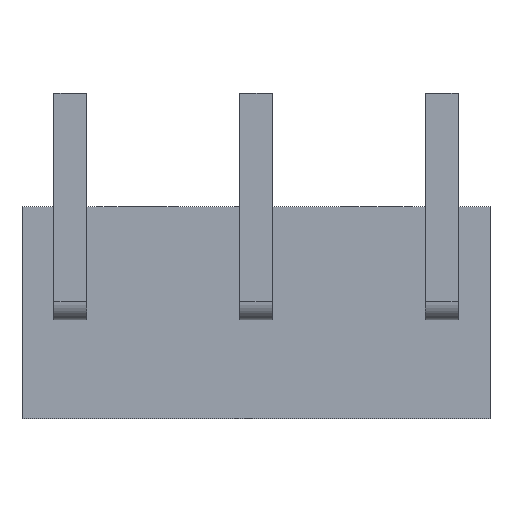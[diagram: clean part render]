
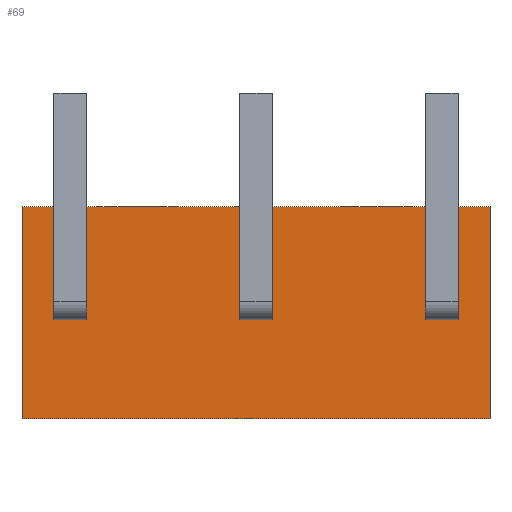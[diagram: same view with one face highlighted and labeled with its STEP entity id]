
A CAD part, front view. The second image highlights one B-rep face of the part: STEP entity #69.
In plain terms, the highlighted planar face has unit normal (0, -1, 0).
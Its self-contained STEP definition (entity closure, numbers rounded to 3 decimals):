
#5 = EDGE_LOOP ( 'NONE', ( #1929, #1831, #659, #6 ) ) ;
#6 = ORIENTED_EDGE ( 'NONE', *, *, #22, .F. ) ;
#9 = ORIENTED_EDGE ( 'NONE', *, *, #1846, .F. ) ;
#22 = EDGE_CURVE ( 'NONE', #1066, #351, #354, .T. ) ;
#40 = EDGE_CURVE ( 'NONE', #205, #370, #504, .T. ) ;
#65 = VERTEX_POINT ( 'NONE', #655 ) ;
#69 = ADVANCED_FACE ( 'NONE', ( #674, #675, #676, #677 ), #678, .F. ) ;
#70 = EDGE_CURVE ( 'NONE', #172, #351, #696, .T. ) ;
#72 = VERTEX_POINT ( 'NONE', #724 ) ;
#98 = ORIENTED_EDGE ( 'NONE', *, *, #587, .T. ) ;
#111 = EDGE_CURVE ( 'NONE', #1826, #172, #945, .T. ) ;
#155 = VERTEX_POINT ( 'NONE', #1242 ) ;
#159 = ORIENTED_EDGE ( 'NONE', *, *, #1947, .T. ) ;
#172 = VERTEX_POINT ( 'NONE', #1316 ) ;
#180 = VERTEX_POINT ( 'NONE', #1377 ) ;
#205 = VERTEX_POINT ( 'NONE', #299 ) ;
#211 = ORIENTED_EDGE ( 'NONE', *, *, #408, .F. ) ;
#219 = EDGE_CURVE ( 'NONE', #65, #1810, #373, .T. ) ;
#237 = EDGE_CURVE ( 'NONE', #552, #72, #383, .T. ) ;
#299 = CARTESIAN_POINT ( 'NONE',  ( -9.65, -1.5, -2.9 ) ) ;
#351 = VERTEX_POINT ( 'NONE', #437 ) ;
#354 = LINE ( 'NONE', #355, #356 ) ;
#355 = CARTESIAN_POINT ( 'NONE',  ( -3.7, -1.5, -0.2 ) ) ;
#356 = VECTOR ( 'NONE', #357, 1000. ) ;
#357 = DIRECTION ( 'NONE',  ( 0., 0., -1. ) ) ;
#370 = VERTEX_POINT ( 'NONE', #450 ) ;
#373 = LINE ( 'NONE', #374, #375 ) ;
#374 = CARTESIAN_POINT ( 'NONE',  ( 2.28, -1.5, -0.2 ) ) ;
#375 = VECTOR ( 'NONE', #376, 1000. ) ;
#376 = DIRECTION ( 'NONE',  ( -1., 0., 0. ) ) ;
#383 = LINE ( 'NONE', #384, #385 ) ;
#384 = CARTESIAN_POINT ( 'NONE',  ( -7.88, -1.5, -0.2 ) ) ;
#385 = VECTOR ( 'NONE', #386, 1000. ) ;
#386 = DIRECTION ( 'NONE',  ( -1., 0., 0. ) ) ;
#408 = EDGE_CURVE ( 'NONE', #515, #1810, #489, .T. ) ;
#411 = EDGE_CURVE ( 'NONE', #180, #155, #514, .T. ) ;
#412 = VERTEX_POINT ( 'NONE', #519 ) ;
#437 = CARTESIAN_POINT ( 'NONE',  ( -3.7, -1.5, -0.2 ) ) ;
#450 = CARTESIAN_POINT ( 'NONE',  ( 3.15, -1.5, -2.9 ) ) ;
#489 = LINE ( 'NONE', #490, #491 ) ;
#490 = CARTESIAN_POINT ( 'NONE',  ( 1.38, -1.5, -0.2 ) ) ;
#491 = VECTOR ( 'NONE', #492, 1000. ) ;
#492 = DIRECTION ( 'NONE',  ( 0., 0., -1. ) ) ;
#495 = EDGE_CURVE ( 'NONE', #606, #515, #562, .T. ) ;
#504 = LINE ( 'NONE', #505, #506 ) ;
#505 = CARTESIAN_POINT ( 'NONE',  ( -9.65, -1.5, -2.9 ) ) ;
#506 = VECTOR ( 'NONE', #507, 1000. ) ;
#507 = DIRECTION ( 'NONE',  ( 1., 0., 0. ) ) ;
#514 = LINE ( 'NONE', #516, #517 ) ;
#515 = VERTEX_POINT ( 'NONE', #578 ) ;
#516 = CARTESIAN_POINT ( 'NONE',  ( -7.88, -1.5, 0.2 ) ) ;
#517 = VECTOR ( 'NONE', #518, 1000. ) ;
#518 = DIRECTION ( 'NONE',  ( -1., 0., 0. ) ) ;
#519 = CARTESIAN_POINT ( 'NONE',  ( 3.15, -1.5, 2.9 ) ) ;
#533 = ORIENTED_EDGE ( 'NONE', *, *, #411, .F. ) ;
#552 = VERTEX_POINT ( 'NONE', #590 ) ;
#562 = LINE ( 'NONE', #563, #564 ) ;
#563 = CARTESIAN_POINT ( 'NONE',  ( 2.28, -1.5, 0.2 ) ) ;
#564 = VECTOR ( 'NONE', #565, 1000. ) ;
#565 = DIRECTION ( 'NONE',  ( -1., 0., 0. ) ) ;
#578 = CARTESIAN_POINT ( 'NONE',  ( 1.38, -1.5, 0.2 ) ) ;
#587 = EDGE_CURVE ( 'NONE', #1952, #205, #610, .T. ) ;
#590 = CARTESIAN_POINT ( 'NONE',  ( -7.88, -1.5, -0.2 ) ) ;
#606 = VERTEX_POINT ( 'NONE', #633 ) ;
#610 = LINE ( 'NONE', #611, #612 ) ;
#611 = CARTESIAN_POINT ( 'NONE',  ( -9.65, -1.5, 2.9 ) ) ;
#612 = VECTOR ( 'NONE', #613, 1000. ) ;
#613 = DIRECTION ( 'NONE',  ( 0., 0., -1. ) ) ;
#633 = CARTESIAN_POINT ( 'NONE',  ( 2.28, -1.5, 0.2 ) ) ;
#655 = CARTESIAN_POINT ( 'NONE',  ( 2.28, -1.5, -0.2 ) ) ;
#659 = ORIENTED_EDGE ( 'NONE', *, *, #70, .T. ) ;
#674 = FACE_BOUND ( 'NONE', #1817, .T. ) ;
#675 = FACE_BOUND ( 'NONE', #5, .T. ) ;
#676 = FACE_OUTER_BOUND ( 'NONE', #804, .T. ) ;
#677 = FACE_BOUND ( 'NONE', #1534, .T. ) ;
#678 = PLANE ( 'NONE',  #683 ) ;
#683 = AXIS2_PLACEMENT_3D ( 'NONE', #684, #685, #686 ) ;
#684 = CARTESIAN_POINT ( 'NONE',  ( -9.65, -1.5, 2.9 ) ) ;
#685 = DIRECTION ( 'NONE',  ( 0., 1., 0. ) ) ;
#686 = DIRECTION ( 'NONE',  ( -1., 0., 0. ) ) ;
#696 = LINE ( 'NONE', #697, #698 ) ;
#697 = CARTESIAN_POINT ( 'NONE',  ( -2.8, -1.5, -0.2 ) ) ;
#698 = VECTOR ( 'NONE', #704, 1000. ) ;
#704 = DIRECTION ( 'NONE',  ( -1., 0., 0. ) ) ;
#724 = CARTESIAN_POINT ( 'NONE',  ( -8.78, -1.5, -0.2 ) ) ;
#762 = ORIENTED_EDGE ( 'NONE', *, *, #40, .T. ) ;
#804 = EDGE_LOOP ( 'NONE', ( #762, #1410, #9, #98 ) ) ;
#896 = CARTESIAN_POINT ( 'NONE',  ( -3.7, -1.5, 0.2 ) ) ;
#945 = LINE ( 'NONE', #946, #947 ) ;
#946 = CARTESIAN_POINT ( 'NONE',  ( -2.8, -1.5, -0.2 ) ) ;
#947 = VECTOR ( 'NONE', #948, 1000. ) ;
#948 = DIRECTION ( 'NONE',  ( 0., 0., -1. ) ) ;
#1066 = VERTEX_POINT ( 'NONE', #896 ) ;
#1126 = LINE ( 'NONE', #1127, #1128 ) ;
#1127 = CARTESIAN_POINT ( 'NONE',  ( -7.88, -1.5, -0.2 ) ) ;
#1128 = VECTOR ( 'NONE', #1129, 1000. ) ;
#1129 = DIRECTION ( 'NONE',  ( 0., 0., -1. ) ) ;
#1165 = LINE ( 'NONE', #1166, #1167 ) ;
#1166 = CARTESIAN_POINT ( 'NONE',  ( 2.28, -1.5, -0.2 ) ) ;
#1167 = VECTOR ( 'NONE', #1168, 1000. ) ;
#1168 = DIRECTION ( 'NONE',  ( 0., 0., -1. ) ) ;
#1213 = CARTESIAN_POINT ( 'NONE',  ( -9.65, -1.5, 2.9 ) ) ;
#1229 = CARTESIAN_POINT ( 'NONE',  ( 1.38, -1.5, -0.2 ) ) ;
#1242 = CARTESIAN_POINT ( 'NONE',  ( -8.78, -1.5, 0.2 ) ) ;
#1243 = LINE ( 'NONE', #1244, #1245 ) ;
#1244 = CARTESIAN_POINT ( 'NONE',  ( -2.8, -1.5, 0.2 ) ) ;
#1245 = VECTOR ( 'NONE', #1246, 1000. ) ;
#1246 = DIRECTION ( 'NONE',  ( -1., 0., 0. ) ) ;
#1271 = CARTESIAN_POINT ( 'NONE',  ( -2.8, -1.5, 0.2 ) ) ;
#1295 = LINE ( 'NONE', #1296, #1297 ) ;
#1296 = CARTESIAN_POINT ( 'NONE',  ( -8.78, -1.5, -0.2 ) ) ;
#1297 = VECTOR ( 'NONE', #1298, 1000. ) ;
#1298 = DIRECTION ( 'NONE',  ( 0., 0., -1. ) ) ;
#1316 = CARTESIAN_POINT ( 'NONE',  ( -2.8, -1.5, -0.2 ) ) ;
#1329 = LINE ( 'NONE', #1330, #1331 ) ;
#1330 = CARTESIAN_POINT ( 'NONE',  ( -9.65, -1.5, 2.9 ) ) ;
#1331 = VECTOR ( 'NONE', #1332, 1000. ) ;
#1332 = DIRECTION ( 'NONE',  ( 1., 0., 0. ) ) ;
#1377 = CARTESIAN_POINT ( 'NONE',  ( -7.88, -1.5, 0.2 ) ) ;
#1410 = ORIENTED_EDGE ( 'NONE', *, *, #1865, .F. ) ;
#1417 = LINE ( 'NONE', #1418, #1419 ) ;
#1418 = CARTESIAN_POINT ( 'NONE',  ( 3.15, -1.5, 2.9 ) ) ;
#1419 = VECTOR ( 'NONE', #1420, 1000. ) ;
#1420 = DIRECTION ( 'NONE',  ( 0., 0., -1. ) ) ;
#1534 = EDGE_LOOP ( 'NONE', ( #211, #1950, #159, #1824 ) ) ;
#1631 = ORIENTED_EDGE ( 'NONE', *, *, #1837, .F. ) ;
#1632 = EDGE_CURVE ( 'NONE', #180, #552, #1126, .T. ) ;
#1810 = VERTEX_POINT ( 'NONE', #1229 ) ;
#1817 = EDGE_LOOP ( 'NONE', ( #533, #1849, #1861, #1631 ) ) ;
#1824 = ORIENTED_EDGE ( 'NONE', *, *, #219, .T. ) ;
#1826 = VERTEX_POINT ( 'NONE', #1271 ) ;
#1831 = ORIENTED_EDGE ( 'NONE', *, *, #111, .T. ) ;
#1837 = EDGE_CURVE ( 'NONE', #155, #72, #1295, .T. ) ;
#1846 = EDGE_CURVE ( 'NONE', #1952, #412, #1329, .T. ) ;
#1849 = ORIENTED_EDGE ( 'NONE', *, *, #1632, .T. ) ;
#1861 = ORIENTED_EDGE ( 'NONE', *, *, #237, .T. ) ;
#1865 = EDGE_CURVE ( 'NONE', #412, #370, #1417, .T. ) ;
#1929 = ORIENTED_EDGE ( 'NONE', *, *, #1957, .F. ) ;
#1947 = EDGE_CURVE ( 'NONE', #606, #65, #1165, .T. ) ;
#1950 = ORIENTED_EDGE ( 'NONE', *, *, #495, .F. ) ;
#1952 = VERTEX_POINT ( 'NONE', #1213 ) ;
#1957 = EDGE_CURVE ( 'NONE', #1826, #1066, #1243, .T. ) ;
